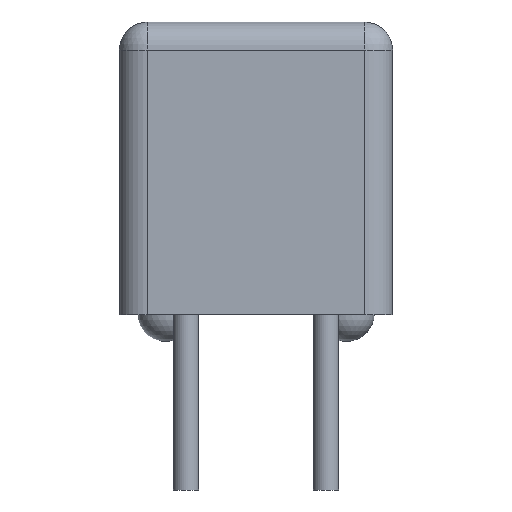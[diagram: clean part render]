
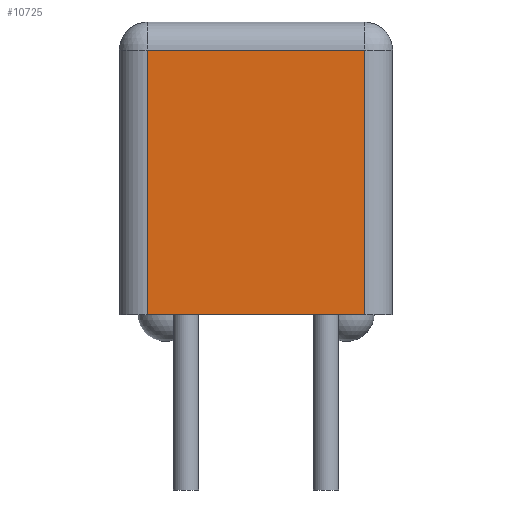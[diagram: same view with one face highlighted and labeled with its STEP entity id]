
A CAD part, left-side view. The second image highlights one B-rep face of the part: STEP entity #10725.
In plain terms, the highlighted planar face has unit normal (-1, 0, 0).
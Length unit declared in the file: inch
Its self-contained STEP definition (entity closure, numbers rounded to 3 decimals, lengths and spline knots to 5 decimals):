
#10454=CARTESIAN_POINT('',(-0.395,0.0775,0.0845));
#10455=VERTEX_POINT('',#10454);
#10485=CARTESIAN_POINT('',(-0.395,-0.0775,0.0845));
#10486=VERTEX_POINT('',#10485);
#10518=CARTESIAN_POINT('',(-0.395,-0.0775,-0.1045));
#10519=VERTEX_POINT('',#10518);
#10536=CARTESIAN_POINT('',(-0.395,-0.0775,0.0845));
#10537=DIRECTION('',(0.0,0.0,-1.0));
#10538=VECTOR('',#10537,0.189);
#10539=LINE('',#10536,#10538);
#10540=EDGE_CURVE('',#10486,#10519,#10539,.T.);
#10553=CARTESIAN_POINT('',(-0.395,0.0775,0.0845));
#10554=DIRECTION('',(0.0,-1.0,0.0));
#10555=VECTOR('',#10554,0.155);
#10556=LINE('',#10553,#10555);
#10557=EDGE_CURVE('',#10455,#10486,#10556,.T.);
#10603=CARTESIAN_POINT('',(-0.395,0.0775,-0.1045));
#10604=VERTEX_POINT('',#10603);
#10612=CARTESIAN_POINT('',(-0.395,0.0775,-0.1045));
#10613=DIRECTION('',(0.0,0.0,1.0));
#10614=VECTOR('',#10613,0.189);
#10615=LINE('',#10612,#10614);
#10616=EDGE_CURVE('',#10604,#10455,#10615,.T.);
#10709=CARTESIAN_POINT('',(-0.395,0.0,0.1045));
#10710=DIRECTION('',(-1.0,0.0,0.0));
#10711=DIRECTION('',(0.0,0.0,1.0));
#10712=AXIS2_PLACEMENT_3D('',#10709,#10710,#10711);
#10713=PLANE('',#10712);
#10714=ORIENTED_EDGE('',*,*,#10540,.F.);
#10715=ORIENTED_EDGE('',*,*,#10557,.F.);
#10716=ORIENTED_EDGE('',*,*,#10616,.F.);
#10717=CARTESIAN_POINT('',(-0.395,0.0775,-0.1045));
#10718=DIRECTION('',(0.0,-1.0,0.0));
#10719=VECTOR('',#10718,0.155);
#10720=LINE('',#10717,#10719);
#10721=EDGE_CURVE('',#10604,#10519,#10720,.T.);
#10722=ORIENTED_EDGE('',*,*,#10721,.T.);
#10723=EDGE_LOOP('',(#10714,#10715,#10716,#10722));
#10724=FACE_OUTER_BOUND('',#10723,.T.);
#10725=ADVANCED_FACE('',(#10724),#10713,.T.);
